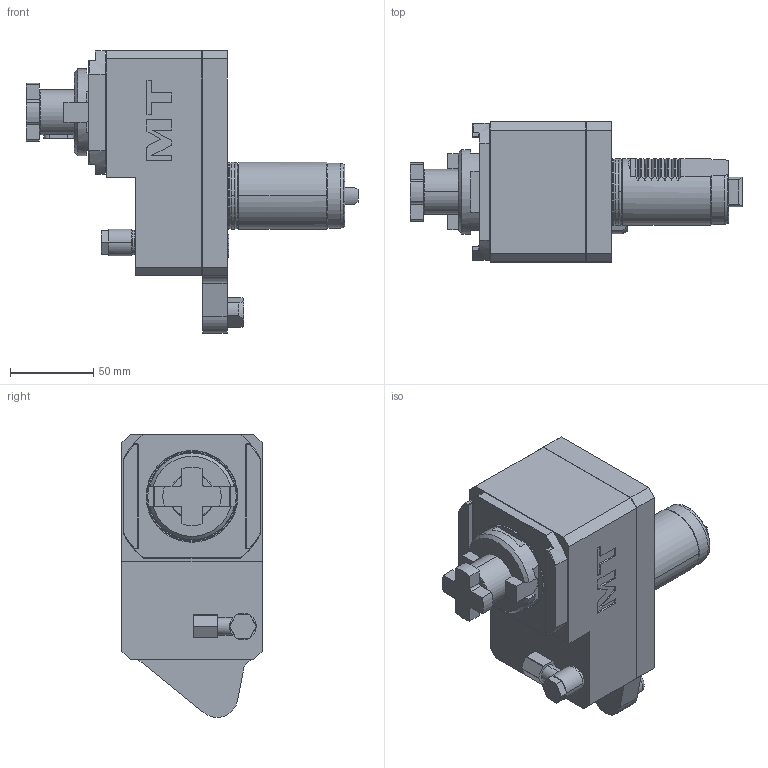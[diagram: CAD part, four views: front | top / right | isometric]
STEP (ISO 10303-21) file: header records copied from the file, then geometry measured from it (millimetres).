
FILE_DESCRIPTION((''),'2;1');
FILE_NAME('MZK0241227_CONF','2025-01-07T16:29:28',('fpalella'),('M.T. srl'),'CREO PARAMETRIC BY PTC INC, 2023352','CREO PARAMETRIC BY PTC INC, 2023352','');
FILE_SCHEMA(('CONFIG_CONTROL_DESIGN'));
Length unit declared in the file: millimetre
Products named in the file (1): MZK0241227_CONF
Bounding box: 199 x 84 x 169.5 mm (x, y, z)
Volume: 929491 mm3; surface area: 87635.1 mm2
Topology: 1 solids, 1 shells, 352 faces, 900 edges, 578 vertices
Faces by surface type: plane 218, cylinder 91, cone 22, torus 17, extrusion 4
Entity records: 11143 total; most frequent: CARTESIAN_POINT 2566, ORIENTED_EDGE 1800, DIRECTION 1738, EDGE_CURVE 900, AXIS2_PLACEMENT_3D 591, VERTEX_POINT 578, VECTOR 556, LINE 552
